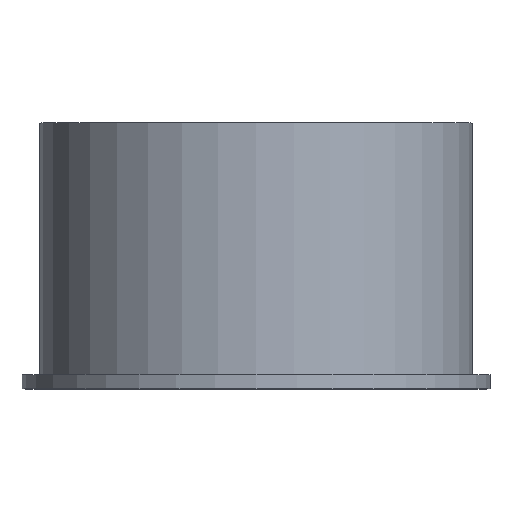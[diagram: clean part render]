
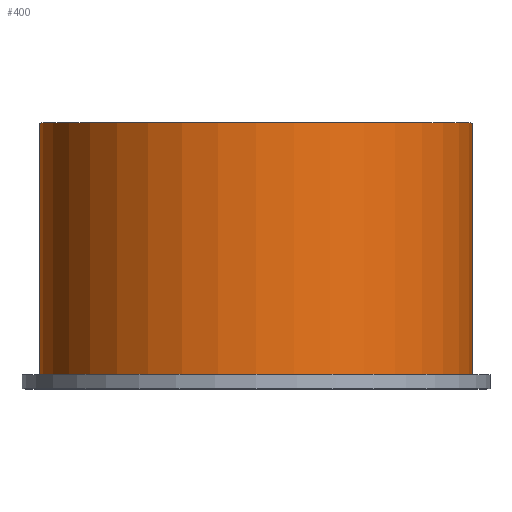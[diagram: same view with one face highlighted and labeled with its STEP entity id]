
A CAD part, top view. The second image highlights one B-rep face of the part: STEP entity #400.
In plain terms, the highlighted cylindrical face has radius 61 mm (diameter 122 mm), a full revolution.
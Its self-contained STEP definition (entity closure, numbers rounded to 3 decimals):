
#70=FACE_OUTER_BOUND('',#103,.T.);
#103=EDGE_LOOP('',(#334,#335,#336,#337));
#137=LINE('',#713,#153);
#153=VECTOR('',#600,61.);
#183=CIRCLE('',#477,61.);
#184=CIRCLE('',#478,61.);
#215=VERTEX_POINT('',#710);
#216=VERTEX_POINT('',#712);
#260=EDGE_CURVE('',#215,#215,#183,.T.);
#261=EDGE_CURVE('',#215,#216,#137,.T.);
#262=EDGE_CURVE('',#216,#216,#184,.T.);
#334=ORIENTED_EDGE('',*,*,#260,.F.);
#335=ORIENTED_EDGE('',*,*,#261,.T.);
#336=ORIENTED_EDGE('',*,*,#262,.F.);
#337=ORIENTED_EDGE('',*,*,#261,.F.);
#377=CYLINDRICAL_SURFACE('',#476,61.);
#400=ADVANCED_FACE('',(#70),#377,.T.);
#476=AXIS2_PLACEMENT_3D('',#709,#596,#597);
#477=AXIS2_PLACEMENT_3D('',#711,#598,#599);
#478=AXIS2_PLACEMENT_3D('',#714,#601,#602);
#596=DIRECTION('center_axis',(0.,1.,0.));
#597=DIRECTION('ref_axis',(-1.,0.,0.));
#598=DIRECTION('center_axis',(0.,1.,0.));
#599=DIRECTION('ref_axis',(-1.,0.,0.));
#600=DIRECTION('',(0.,-1.,0.));
#601=DIRECTION('center_axis',(0.,-1.,0.));
#602=DIRECTION('ref_axis',(1.,0.,0.));
#709=CARTESIAN_POINT('Origin',(0.,0.,0.));
#710=CARTESIAN_POINT('',(61.,75.,0.));
#711=CARTESIAN_POINT('Origin',(0.,75.,0.));
#712=CARTESIAN_POINT('',(61.,4.,0.));
#713=CARTESIAN_POINT('',(61.,0.,0.));
#714=CARTESIAN_POINT('Origin',(0.,4.,0.));
